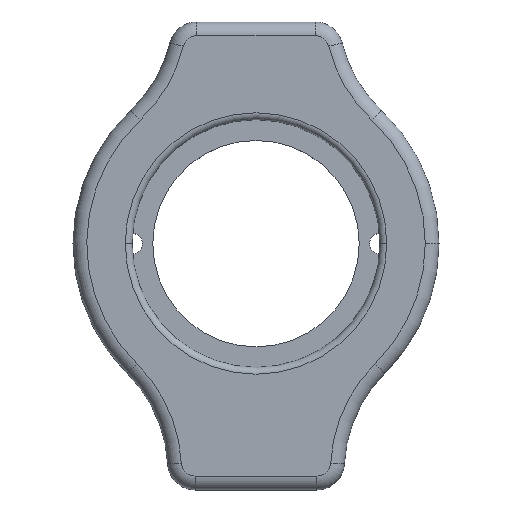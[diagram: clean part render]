
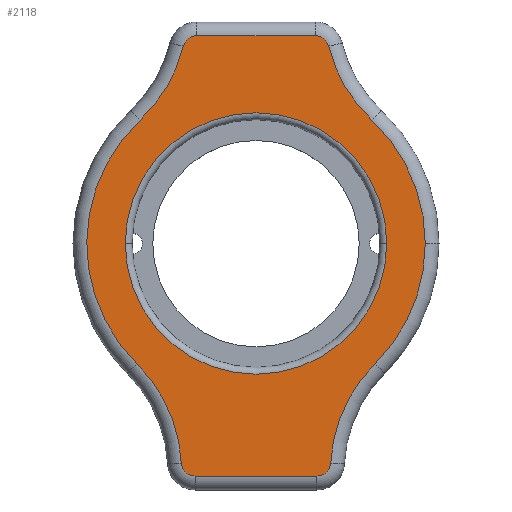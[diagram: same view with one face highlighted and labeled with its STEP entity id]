
A CAD part, top view. The second image highlights one B-rep face of the part: STEP entity #2118.
In plain terms, the highlighted planar face has unit normal (0, 0, 1).
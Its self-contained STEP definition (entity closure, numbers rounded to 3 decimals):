
#87 = CARTESIAN_POINT ( 'NONE',  ( 6.535, 16.733, 38. ) ) ;
#126 = VERTEX_POINT ( 'NONE', #163 ) ;
#138 = EDGE_CURVE ( 'NONE', #1874, #1645, #1002, .T. ) ;
#157 = CARTESIAN_POINT ( 'NONE',  ( -6.202, 10.594, 38. ) ) ;
#163 = CARTESIAN_POINT ( 'NONE',  ( 6.649, -15.267, 38. ) ) ;
#188 = DIRECTION ( 'NONE',  ( 1., 0., 0. ) ) ;
#212 = DIRECTION ( 'NONE',  ( 0., 0., -1. ) ) ;
#236 = EDGE_CURVE ( 'NONE', #437, #288, #699, .T. ) ;
#254 = CARTESIAN_POINT ( 'NONE',  ( -6.438, -7.1, 38. ) ) ;
#288 = VERTEX_POINT ( 'NONE', #87 ) ;
#326 = CARTESIAN_POINT ( 'NONE',  ( 18.186, 18.607, 38. ) ) ;
#337 = VERTEX_POINT ( 'NONE', #1482 ) ;
#349 = PLANE ( 'NONE',  #748 ) ;
#373 = ORIENTED_EDGE ( 'NONE', *, *, #1108, .T. ) ;
#377 = CARTESIAN_POINT ( 'NONE',  ( -3.2, -14.32, 38. ) ) ;
#395 = DIRECTION ( 'NONE',  ( 0., 0., -1. ) ) ;
#397 = ORIENTED_EDGE ( 'NONE', *, *, #1224, .T. ) ;
#411 = ORIENTED_EDGE ( 'NONE', *, *, #1415, .T. ) ;
#430 = EDGE_CURVE ( 'NONE', #1645, #771, #2040, .T. ) ;
#437 = VERTEX_POINT ( 'NONE', #1172 ) ;
#444 = ORIENTED_EDGE ( 'NONE', *, *, #1152, .T. ) ;
#473 = AXIS2_PLACEMENT_3D ( 'NONE', #1556, #492, #855 ) ;
#482 = CARTESIAN_POINT ( 'NONE',  ( 6.649, -15.267, 38. ) ) ;
#492 = DIRECTION ( 'NONE',  ( 0., 0., 1. ) ) ;
#501 = CARTESIAN_POINT ( 'NONE',  ( -3.058, 15.973, 38. ) ) ;
#502 = AXIS2_PLACEMENT_3D ( 'NONE', #1797, #1243, #188 ) ;
#508 = DIRECTION ( 'NONE',  ( 1., 0., 0. ) ) ;
#510 = VERTEX_POINT ( 'NONE', #1873 ) ;
#555 = EDGE_CURVE ( 'NONE', #771, #126, #1811, .T. ) ;
#564 = ORIENTED_EDGE ( 'NONE', *, *, #236, .T. ) ;
#568 = DIRECTION ( 'NONE',  ( 0., 0., 1. ) ) ;
#590 = DIRECTION ( 'NONE',  ( 1., 0., 0. ) ) ;
#603 = VERTEX_POINT ( 'NONE', #501 ) ;
#617 = CARTESIAN_POINT ( 'NONE',  ( -2.201, -14.267, 38. ) ) ;
#644 = VERTEX_POINT ( 'NONE', #157 ) ;
#645 = ORIENTED_EDGE ( 'NONE', *, *, #430, .T. ) ;
#686 = DIRECTION ( 'NONE',  ( 0., 0., -1. ) ) ;
#688 = CARTESIAN_POINT ( 'NONE',  ( 14.524, 1.633, 38. ) ) ;
#699 = CIRCLE ( 'NONE', #981, 1. ) ;
#748 = AXIS2_PLACEMENT_3D ( 'NONE', #1023, #1199, #508 ) ;
#771 = VERTEX_POINT ( 'NONE', #1213 ) ;
#777 = DIRECTION ( 'NONE',  ( 0., 0., -1. ) ) ;
#788 = AXIS2_PLACEMENT_3D ( 'NONE', #1631, #1829, #590 ) ;
#822 = AXIS2_PLACEMENT_3D ( 'NONE', #1798, #395, #1440 ) ;
#823 = ORIENTED_EDGE ( 'NONE', *, *, #2188, .T. ) ;
#846 = DIRECTION ( 'NONE',  ( 1., 0., 0. ) ) ;
#855 = DIRECTION ( 'NONE',  ( 1., 0., 0. ) ) ;
#876 = DIRECTION ( 'NONE',  ( 1., 0., 0. ) ) ;
#879 = CARTESIAN_POINT ( 'NONE',  ( 2.224, 16.733, 38. ) ) ;
#882 = ORIENTED_EDGE ( 'NONE', *, *, #1653, .T. ) ;
#892 = CARTESIAN_POINT ( 'NONE',  ( 2.224, 1.633, 38. ) ) ;
#905 = ORIENTED_EDGE ( 'NONE', *, *, #1112, .T. ) ;
#917 = DIRECTION ( 'NONE',  ( -1., 0., 0. ) ) ;
#920 = CIRCLE ( 'NONE', #788, 1. ) ;
#933 = VERTEX_POINT ( 'NONE', #1493 ) ;
#948 = CIRCLE ( 'NONE', #1735, 11. ) ;
#962 = VERTEX_POINT ( 'NONE', #1683 ) ;
#981 = AXIS2_PLACEMENT_3D ( 'NONE', #1077, #568, #1249 ) ;
#999 = CIRCLE ( 'NONE', #502, 12.3 ) ;
#1002 = CIRCLE ( 'NONE', #822, 11. ) ;
#1023 = CARTESIAN_POINT ( 'NONE',  ( 2.224, 1.633, 38. ) ) ;
#1051 = VECTOR ( 'NONE', #917, 1000. ) ;
#1077 = CARTESIAN_POINT ( 'NONE',  ( 6.535, 15.733, 38. ) ) ;
#1084 = CARTESIAN_POINT ( 'NONE',  ( 2.224, 1.633, 38. ) ) ;
#1090 = VERTEX_POINT ( 'NONE', #688 ) ;
#1108 = EDGE_CURVE ( 'NONE', #1090, #337, #1215, .T. ) ;
#1112 = EDGE_CURVE ( 'NONE', #510, #603, #2007, .T. ) ;
#1152 = EDGE_CURVE ( 'NONE', #603, #644, #948, .T. ) ;
#1160 = CIRCLE ( 'NONE', #2060, 11. ) ;
#1166 = AXIS2_PLACEMENT_3D ( 'NONE', #1178, #686, #2124 ) ;
#1172 = CARTESIAN_POINT ( 'NONE',  ( 7.506, 15.973, 38. ) ) ;
#1178 = CARTESIAN_POINT ( 'NONE',  ( 2.224, 1.633, 38. ) ) ;
#1199 = DIRECTION ( 'NONE',  ( 0., 0., 1. ) ) ;
#1213 = CARTESIAN_POINT ( 'NONE',  ( -2.201, -15.267, 38. ) ) ;
#1215 = CIRCLE ( 'NONE', #1305, 12.3 ) ;
#1216 = DIRECTION ( 'NONE',  ( 1., 0., 0. ) ) ;
#1224 = EDGE_CURVE ( 'NONE', #644, #1874, #999, .T. ) ;
#1243 = DIRECTION ( 'NONE',  ( 0., 0., 1. ) ) ;
#1249 = DIRECTION ( 'NONE',  ( 1., 0., 0. ) ) ;
#1261 = EDGE_CURVE ( 'NONE', #126, #933, #920, .T. ) ;
#1297 = FACE_BOUND ( 'NONE', #1875, .T. ) ;
#1305 = AXIS2_PLACEMENT_3D ( 'NONE', #2082, #2272, #1374 ) ;
#1328 = EDGE_CURVE ( 'NONE', #288, #510, #1418, .T. ) ;
#1329 = CIRCLE ( 'NONE', #2012, 12.3 ) ;
#1357 = DIRECTION ( 'NONE',  ( 1., 0., 0. ) ) ;
#1370 = ORIENTED_EDGE ( 'NONE', *, *, #1328, .T. ) ;
#1374 = DIRECTION ( 'NONE',  ( 1., 0., 0. ) ) ;
#1388 = CIRCLE ( 'NONE', #1166, 9.5 ) ;
#1409 = FACE_OUTER_BOUND ( 'NONE', #2054, .T. ) ;
#1415 = EDGE_CURVE ( 'NONE', #933, #962, #1160, .T. ) ;
#1418 = LINE ( 'NONE', #879, #1051 ) ;
#1421 = VECTOR ( 'NONE', #846, 1000. ) ;
#1433 = ORIENTED_EDGE ( 'NONE', *, *, #555, .T. ) ;
#1440 = DIRECTION ( 'NONE',  ( 1., 0., 0. ) ) ;
#1441 = CIRCLE ( 'NONE', #1671, 9.5 ) ;
#1482 = CARTESIAN_POINT ( 'NONE',  ( 10.65, 10.594, 38. ) ) ;
#1493 = CARTESIAN_POINT ( 'NONE',  ( 7.647, -14.32, 38. ) ) ;
#1505 = ORIENTED_EDGE ( 'NONE', *, *, #1592, .T. ) ;
#1507 = CARTESIAN_POINT ( 'NONE',  ( 11.724, 1.633, 38. ) ) ;
#1510 = DIRECTION ( 'NONE',  ( 0., 0., 1. ) ) ;
#1556 = CARTESIAN_POINT ( 'NONE',  ( -2.087, 15.733, 38. ) ) ;
#1573 = DIRECTION ( 'NONE',  ( 1., 0., 0. ) ) ;
#1592 = EDGE_CURVE ( 'NONE', #1902, #2041, #1388, .T. ) ;
#1593 = DIRECTION ( 'NONE',  ( 0., 0., -1. ) ) ;
#1631 = CARTESIAN_POINT ( 'NONE',  ( 6.649, -14.267, 38. ) ) ;
#1645 = VERTEX_POINT ( 'NONE', #377 ) ;
#1653 = EDGE_CURVE ( 'NONE', #962, #1090, #1329, .T. ) ;
#1670 = CARTESIAN_POINT ( 'NONE',  ( 18.631, -14.91, 38. ) ) ;
#1671 = AXIS2_PLACEMENT_3D ( 'NONE', #1084, #212, #1954 ) ;
#1683 = CARTESIAN_POINT ( 'NONE',  ( 10.885, -7.1, 38. ) ) ;
#1729 = DIRECTION ( 'NONE',  ( 0., 0., -1. ) ) ;
#1735 = AXIS2_PLACEMENT_3D ( 'NONE', #2127, #1593, #1216 ) ;
#1771 = CIRCLE ( 'NONE', #2260, 11. ) ;
#1797 = CARTESIAN_POINT ( 'NONE',  ( 2.224, 1.633, 38. ) ) ;
#1798 = CARTESIAN_POINT ( 'NONE',  ( -14.184, -14.91, 38. ) ) ;
#1811 = LINE ( 'NONE', #482, #1421 ) ;
#1829 = DIRECTION ( 'NONE',  ( 0., 0., 1. ) ) ;
#1849 = ORIENTED_EDGE ( 'NONE', *, *, #2115, .T. ) ;
#1873 = CARTESIAN_POINT ( 'NONE',  ( -2.087, 16.733, 38. ) ) ;
#1874 = VERTEX_POINT ( 'NONE', #254 ) ;
#1875 = EDGE_LOOP ( 'NONE', ( #1505, #823 ) ) ;
#1898 = CARTESIAN_POINT ( 'NONE',  ( -7.276, 1.633, 38. ) ) ;
#1902 = VERTEX_POINT ( 'NONE', #1507 ) ;
#1931 = ORIENTED_EDGE ( 'NONE', *, *, #1261, .T. ) ;
#1939 = DIRECTION ( 'NONE',  ( 0., 0., 1. ) ) ;
#1954 = DIRECTION ( 'NONE',  ( 1., 0., 0. ) ) ;
#2007 = CIRCLE ( 'NONE', #473, 1. ) ;
#2012 = AXIS2_PLACEMENT_3D ( 'NONE', #892, #1939, #876 ) ;
#2014 = AXIS2_PLACEMENT_3D ( 'NONE', #617, #1510, #1357 ) ;
#2040 = CIRCLE ( 'NONE', #2014, 1. ) ;
#2041 = VERTEX_POINT ( 'NONE', #1898 ) ;
#2054 = EDGE_LOOP ( 'NONE', ( #905, #444, #397, #2121, #645, #1433, #1931, #411, #882, #373, #1849, #564, #1370 ) ) ;
#2060 = AXIS2_PLACEMENT_3D ( 'NONE', #1670, #777, #2212 ) ;
#2082 = CARTESIAN_POINT ( 'NONE',  ( 2.224, 1.633, 38. ) ) ;
#2115 = EDGE_CURVE ( 'NONE', #337, #437, #1771, .T. ) ;
#2118 = ADVANCED_FACE ( 'NONE', ( #1297, #1409 ), #349, .T. ) ;
#2121 = ORIENTED_EDGE ( 'NONE', *, *, #138, .T. ) ;
#2124 = DIRECTION ( 'NONE',  ( 1., 0., 0. ) ) ;
#2127 = CARTESIAN_POINT ( 'NONE',  ( -13.738, 18.607, 38. ) ) ;
#2188 = EDGE_CURVE ( 'NONE', #2041, #1902, #1441, .T. ) ;
#2212 = DIRECTION ( 'NONE',  ( 1., 0., 0. ) ) ;
#2260 = AXIS2_PLACEMENT_3D ( 'NONE', #326, #1729, #1573 ) ;
#2272 = DIRECTION ( 'NONE',  ( 0., 0., 1. ) ) ;
